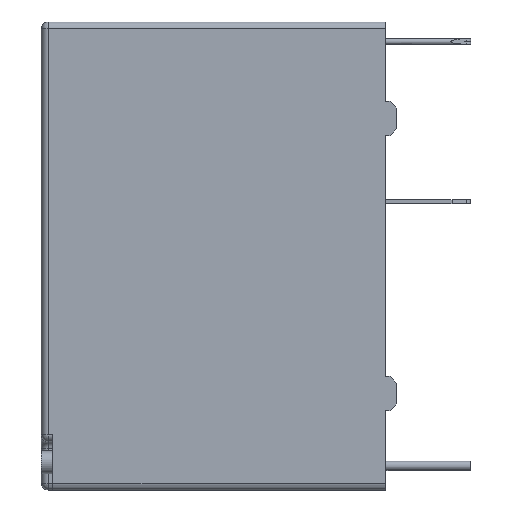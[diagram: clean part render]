
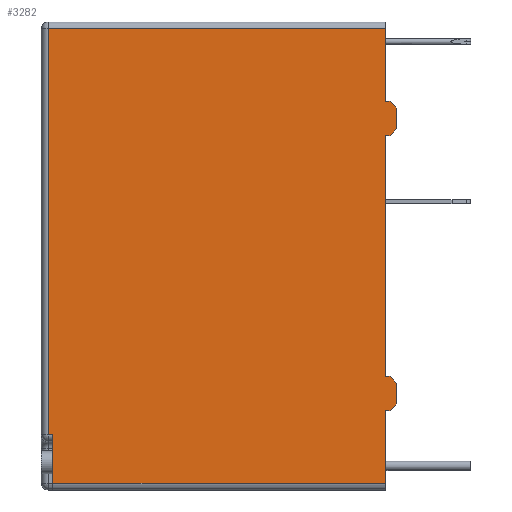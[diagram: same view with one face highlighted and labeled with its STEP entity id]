
A CAD part, front view. The second image highlights one B-rep face of the part: STEP entity #3282.
In plain terms, the highlighted planar face has unit normal (0, -1, 0).
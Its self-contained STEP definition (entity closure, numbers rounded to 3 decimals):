
#1006=LINE('',#14972,#1916);
#1019=LINE('',#15006,#1929);
#1025=LINE('',#15023,#1935);
#1026=LINE('',#15025,#1936);
#1027=LINE('',#15028,#1937);
#1028=LINE('',#15029,#1938);
#1029=LINE('',#15031,#1939);
#1030=LINE('',#15033,#1940);
#1031=LINE('',#15035,#1941);
#1032=LINE('',#15037,#1942);
#1033=LINE('',#15038,#1943);
#1034=LINE('',#15040,#1944);
#1035=LINE('',#15042,#1945);
#1036=LINE('',#15044,#1946);
#1037=LINE('',#15046,#1947);
#1038=LINE('',#15047,#1948);
#1039=LINE('',#15049,#1949);
#1040=LINE('',#15051,#1950);
#1916=VECTOR('',#11899,1.);
#1929=VECTOR('',#11922,1.);
#1935=VECTOR('',#11934,1.);
#1936=VECTOR('',#11937,1.);
#1937=VECTOR('',#11938,1.);
#1938=VECTOR('',#11939,1.);
#1939=VECTOR('',#11940,1.);
#1940=VECTOR('',#11941,1.);
#1941=VECTOR('',#11942,1.);
#1942=VECTOR('',#11943,1.);
#1943=VECTOR('',#11944,1.);
#1944=VECTOR('',#11945,1.);
#1945=VECTOR('',#11946,1.);
#1946=VECTOR('',#11947,1.);
#1947=VECTOR('',#11948,1.);
#1948=VECTOR('',#11949,1.);
#1949=VECTOR('',#11950,1.);
#1950=VECTOR('',#11951,1.);
#2366=PLANE('',#9726);
#2801=FACE_OUTER_BOUND('',#3999,.T.);
#3282=ADVANCED_FACE('',(#2801),#2366,.T.);
#3999=EDGE_LOOP('',(#6161,#6162,#6163,#6164,#6165,#6166,#6167,#6168,#6169,
#6170,#6171,#6172,#6173,#6174,#6175,#6176,#6177,#6178));
#6161=ORIENTED_EDGE('',*,*,#8515,.F.);
#6162=ORIENTED_EDGE('',*,*,#8516,.T.);
#6163=ORIENTED_EDGE('',*,*,#8506,.T.);
#6164=ORIENTED_EDGE('',*,*,#8517,.T.);
#6165=ORIENTED_EDGE('',*,*,#8518,.T.);
#6166=ORIENTED_EDGE('',*,*,#8519,.T.);
#6167=ORIENTED_EDGE('',*,*,#8520,.T.);
#6168=ORIENTED_EDGE('',*,*,#8521,.F.);
#6169=ORIENTED_EDGE('',*,*,#8514,.T.);
#6170=ORIENTED_EDGE('',*,*,#8522,.T.);
#6171=ORIENTED_EDGE('',*,*,#8523,.T.);
#6172=ORIENTED_EDGE('',*,*,#8524,.F.);
#6173=ORIENTED_EDGE('',*,*,#8525,.T.);
#6174=ORIENTED_EDGE('',*,*,#8526,.F.);
#6175=ORIENTED_EDGE('',*,*,#8490,.T.);
#6176=ORIENTED_EDGE('',*,*,#8527,.T.);
#6177=ORIENTED_EDGE('',*,*,#8528,.T.);
#6178=ORIENTED_EDGE('',*,*,#8529,.T.);
#7316=VERTEX_POINT('',#14971);
#7317=VERTEX_POINT('',#14973);
#7332=VERTEX_POINT('',#15005);
#7333=VERTEX_POINT('',#15007);
#7338=VERTEX_POINT('',#15018);
#7340=VERTEX_POINT('',#15022);
#7341=VERTEX_POINT('',#15026);
#7342=VERTEX_POINT('',#15027);
#7343=VERTEX_POINT('',#15030);
#7344=VERTEX_POINT('',#15032);
#7345=VERTEX_POINT('',#15034);
#7346=VERTEX_POINT('',#15036);
#7347=VERTEX_POINT('',#15039);
#7348=VERTEX_POINT('',#15041);
#7349=VERTEX_POINT('',#15043);
#7350=VERTEX_POINT('',#15045);
#7351=VERTEX_POINT('',#15048);
#7352=VERTEX_POINT('',#15050);
#8490=EDGE_CURVE('',#7317,#7316,#1006,.T.);
#8506=EDGE_CURVE('',#7333,#7332,#1019,.T.);
#8514=EDGE_CURVE('',#7338,#7340,#1025,.T.);
#8515=EDGE_CURVE('',#7341,#7342,#1026,.T.);
#8516=EDGE_CURVE('',#7341,#7333,#1027,.T.);
#8517=EDGE_CURVE('',#7332,#7343,#1028,.T.);
#8518=EDGE_CURVE('',#7343,#7344,#1029,.T.);
#8519=EDGE_CURVE('',#7344,#7345,#1030,.T.);
#8520=EDGE_CURVE('',#7345,#7346,#1031,.T.);
#8521=EDGE_CURVE('',#7338,#7346,#1032,.T.);
#8522=EDGE_CURVE('',#7340,#7347,#1033,.T.);
#8523=EDGE_CURVE('',#7347,#7348,#1034,.T.);
#8524=EDGE_CURVE('',#7349,#7348,#1035,.T.);
#8525=EDGE_CURVE('',#7349,#7350,#1036,.T.);
#8526=EDGE_CURVE('',#7317,#7350,#1037,.T.);
#8527=EDGE_CURVE('',#7316,#7351,#1038,.T.);
#8528=EDGE_CURVE('',#7351,#7352,#1039,.T.);
#8529=EDGE_CURVE('',#7352,#7342,#1040,.T.);
#9726=AXIS2_PLACEMENT_3D('',#15052,#11952,#11953);
#11899=DIRECTION('',(1.,0.,0.));
#11922=DIRECTION('',(1.,0.,0.));
#11934=DIRECTION('',(1.,0.,0.));
#11937=DIRECTION('',(1.,0.,0.));
#11938=DIRECTION('',(0.,0.,-1.));
#11939=DIRECTION('',(0.,0.,-1.));
#11940=DIRECTION('',(0.707,0.,-0.707));
#11941=DIRECTION('',(1.,0.,0.));
#11942=DIRECTION('',(0.707,0.,0.707));
#11943=DIRECTION('',(0.,0.,-1.));
#11944=DIRECTION('',(0.,0.,-1.));
#11945=DIRECTION('',(0.707,0.,-0.707));
#11946=DIRECTION('',(-1.,0.,0.));
#11947=DIRECTION('',(0.707,0.,0.707));
#11948=DIRECTION('',(0.,0.,-1.));
#11949=DIRECTION('',(0.,0.,1.));
#11950=DIRECTION('',(-1.,0.,0.));
#11951=DIRECTION('',(0.,0.,-1.));
#11952=DIRECTION('',(0.,-1.,0.));
#11953=DIRECTION('',(0.,0.,-1.));
#14971=CARTESIAN_POINT('',(20.1,0.,0.));
#14972=CARTESIAN_POINT('',(10.2,0.,0.));
#14973=CARTESIAN_POINT('',(16.95,0.,0.));
#15005=CARTESIAN_POINT('',(3.45,0.,0.));
#15006=CARTESIAN_POINT('',(10.2,0.,0.));
#15007=CARTESIAN_POINT('',(0.3,0.,0.));
#15018=CARTESIAN_POINT('',(4.95,0.,0.));
#15022=CARTESIAN_POINT('',(15.45,0.,0.));
#15023=CARTESIAN_POINT('',(10.2,0.,0.));
#15025=CARTESIAN_POINT('',(0.,0.,14.5));
#15026=CARTESIAN_POINT('',(0.3,0.,14.5));
#15027=CARTESIAN_POINT('',(2.4,0.,14.5));
#15028=CARTESIAN_POINT('',(0.3,0.,0.));
#15029=CARTESIAN_POINT('',(3.45,0.,-0.5));
#15030=CARTESIAN_POINT('',(3.45,0.,-0.2));
#15031=CARTESIAN_POINT('',(6.725,0.,-3.475));
#15032=CARTESIAN_POINT('',(3.75,0.,-0.5));
#15033=CARTESIAN_POINT('',(3.45,0.,-0.5));
#15034=CARTESIAN_POINT('',(4.65,0.,-0.5));
#15035=CARTESIAN_POINT('',(7.675,0.,2.525));
#15036=CARTESIAN_POINT('',(4.95,0.,-0.2));
#15037=CARTESIAN_POINT('',(4.95,0.,-0.5));
#15038=CARTESIAN_POINT('',(15.45,0.,-0.5));
#15039=CARTESIAN_POINT('',(15.45,0.,-0.2));
#15040=CARTESIAN_POINT('',(12.725,0.,2.525));
#15041=CARTESIAN_POINT('',(15.75,0.,-0.5));
#15042=CARTESIAN_POINT('',(16.95,0.,-0.5));
#15043=CARTESIAN_POINT('',(16.65,0.,-0.5));
#15044=CARTESIAN_POINT('',(13.675,0.,-3.475));
#15045=CARTESIAN_POINT('',(16.95,0.,-0.2));
#15046=CARTESIAN_POINT('',(16.95,0.,-0.5));
#15047=CARTESIAN_POINT('',(20.1,0.,0.));
#15048=CARTESIAN_POINT('',(20.1,0.,14.7));
#15049=CARTESIAN_POINT('',(10.2,0.,14.7));
#15050=CARTESIAN_POINT('',(2.4,0.,14.7));
#15051=CARTESIAN_POINT('',(2.4,0.,14.5));
#15052=CARTESIAN_POINT('',(10.2,0.,0.));
